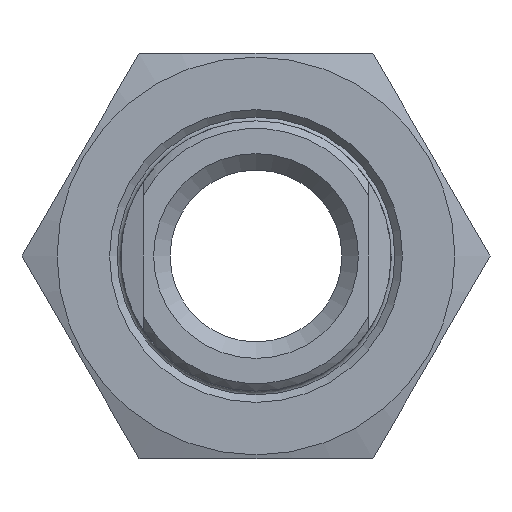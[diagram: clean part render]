
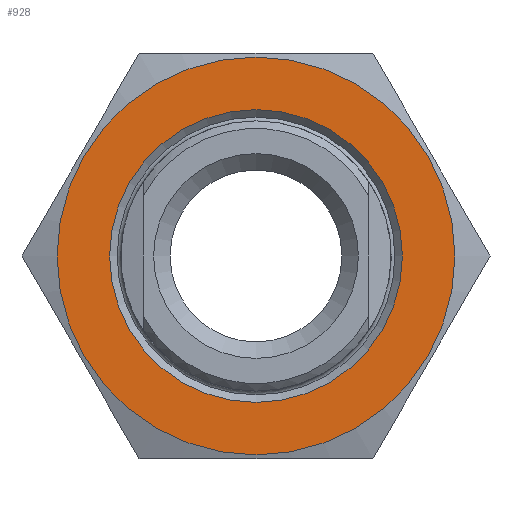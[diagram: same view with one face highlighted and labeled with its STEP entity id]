
A CAD part, left-side view. The second image highlights one B-rep face of the part: STEP entity #928.
In plain terms, the highlighted planar face has unit normal (-1, 0, 0).
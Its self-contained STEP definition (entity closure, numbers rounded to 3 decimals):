
#67=FACE_BOUND('',#184,.T.);
#82=PLANE('',#1069);
#123=FACE_OUTER_BOUND('',#183,.T.);
#183=EDGE_LOOP('',(#679));
#184=EDGE_LOOP('',(#680));
#336=CIRCLE('',#1059,13.25);
#337=CIRCLE('',#1064,9.75);
#417=VERTEX_POINT('',#1576);
#418=VERTEX_POINT('',#1587);
#511=EDGE_CURVE('',#417,#417,#336,.T.);
#516=EDGE_CURVE('',#418,#418,#337,.T.);
#679=ORIENTED_EDGE('',*,*,#511,.T.);
#680=ORIENTED_EDGE('',*,*,#516,.F.);
#928=ADVANCED_FACE('',(#123,#67),#82,.T.);
#1059=AXIS2_PLACEMENT_3D('',#1578,#1214,#1215);
#1064=AXIS2_PLACEMENT_3D('',#1588,#1228,#1229);
#1069=AXIS2_PLACEMENT_3D('',#1598,#1240,#1241);
#1214=DIRECTION('center_axis',(-1.,0.,0.));
#1215=DIRECTION('ref_axis',(0.,1.,0.));
#1228=DIRECTION('center_axis',(-1.,0.,0.));
#1229=DIRECTION('ref_axis',(0.,0.,-1.));
#1240=DIRECTION('center_axis',(-1.,0.,0.));
#1241=DIRECTION('ref_axis',(0.,0.,1.));
#1576=CARTESIAN_POINT('',(-14.5,-13.25,0.));
#1578=CARTESIAN_POINT('Origin',(-14.5,0.,0.));
#1587=CARTESIAN_POINT('',(-14.5,0.,9.75));
#1588=CARTESIAN_POINT('Origin',(-14.5,0.,0.));
#1598=CARTESIAN_POINT('Origin',(-14.5,0.,0.));
